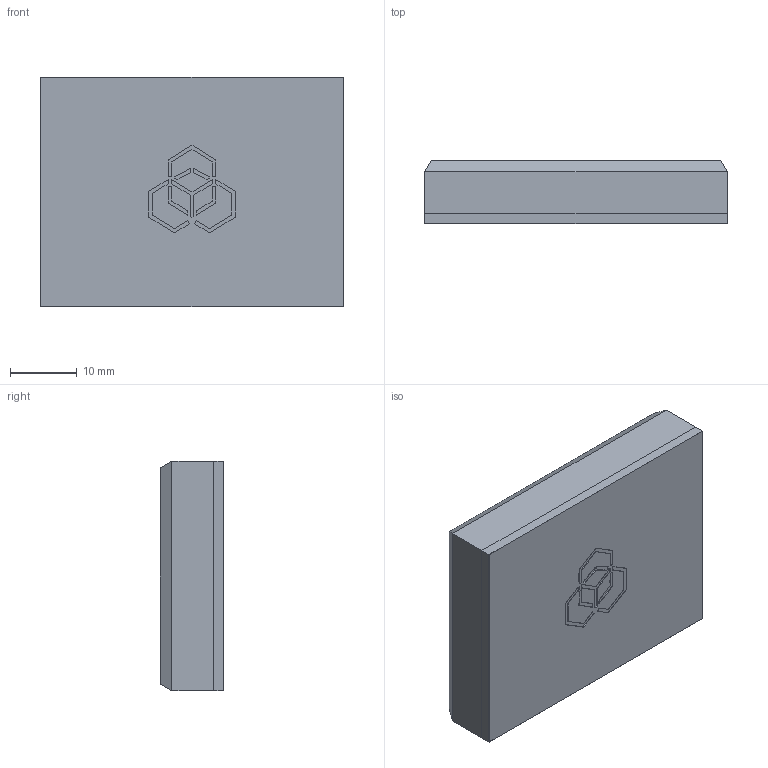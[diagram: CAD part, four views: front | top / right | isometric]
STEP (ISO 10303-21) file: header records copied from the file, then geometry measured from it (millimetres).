
FILE_DESCRIPTION (( 'STEP AP214' ), '1' );
FILE_NAME ('Breadboard mini.STEP', '2015-11-07T19:11:03', ( '' ), ( '' ), 'SwSTEP 2.0', 'SolidWorks 2015', '' );
FILE_SCHEMA (( 'AUTOMOTIVE_DESIGN' ));
Length unit declared in the file: millimetre
Products named in the file (1): Breadboard mini
Bounding box: 45.5 x 9.51 x 34.5 mm (x, y, z)
Volume: 9306.3 mm3; surface area: 27577.3 mm2
Topology: 3 solids, 3 shells, 1154 faces, 3512 edges, 2340 vertices
Faces by surface type: plane 1154
Entity records: 42420 total; most frequent: ORIENTED_EDGE 7024, CARTESIAN_POINT 7007, DIRECTION 5822, VECTOR 3512, LINE 3512, EDGE_CURVE 3512, VERTEX_POINT 2340, EDGE_LOOP 1520
